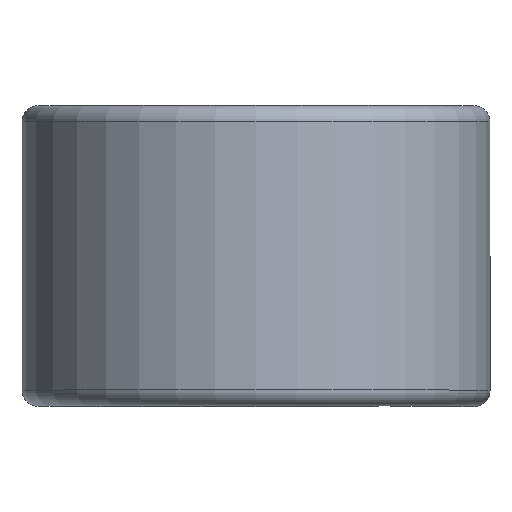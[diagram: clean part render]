
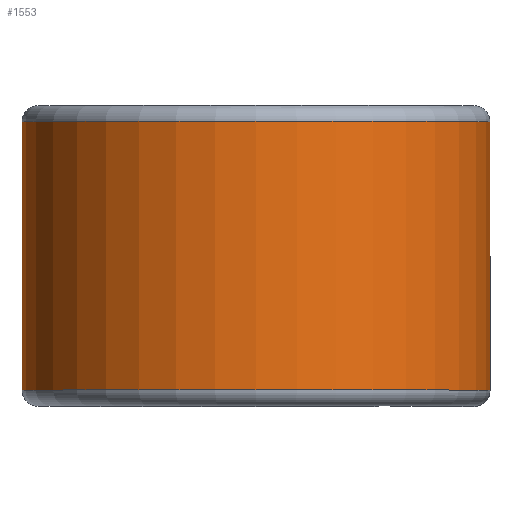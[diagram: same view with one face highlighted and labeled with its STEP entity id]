
A CAD part, top view. The second image highlights one B-rep face of the part: STEP entity #1553.
In plain terms, the highlighted cylindrical face has radius 11.125 mm (diameter 22.25 mm), a partial arc.
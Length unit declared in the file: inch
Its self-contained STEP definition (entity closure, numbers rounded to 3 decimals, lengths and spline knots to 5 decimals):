
#20 = DIRECTION ( 'NONE',  ( 0., 0., -1. ) ) ;
#112 = CARTESIAN_POINT ( 'NONE',  ( 0., 0.25, 0. ) ) ;
#122 = ORIENTED_EDGE ( 'NONE', *, *, #2149, .F. ) ;
#164 = ORIENTED_EDGE ( 'NONE', *, *, #2104, .T. ) ;
#189 = DIRECTION ( 'NONE',  ( 0., -1., 0. ) ) ;
#201 = EDGE_CURVE ( 'NONE', #1115, #1478, #2330, .T. ) ;
#303 = ORIENTED_EDGE ( 'NONE', *, *, #1901, .T. ) ;
#554 = DIRECTION ( 'NONE',  ( 0., -1., 0. ) ) ;
#764 = CARTESIAN_POINT ( 'NONE',  ( 0., 0.25125, -0.438 ) ) ;
#844 = CARTESIAN_POINT ( 'NONE',  ( 0.438, 0.25125, 0. ) ) ;
#860 = VECTOR ( 'NONE', #1496, 39.37008 ) ;
#875 = DIRECTION ( 'NONE',  ( 0., 0., -1. ) ) ;
#893 = DIRECTION ( 'NONE',  ( 0., 0., -1. ) ) ;
#937 = CARTESIAN_POINT ( 'NONE',  ( 0., 0.25125, 0. ) ) ;
#955 = CARTESIAN_POINT ( 'NONE',  ( 0., -0.25125, -0.438 ) ) ;
#1043 = CIRCLE ( 'NONE', #1811, 0.438 ) ;
#1067 = DIRECTION ( 'NONE',  ( 0., -1., 0. ) ) ;
#1113 = CARTESIAN_POINT ( 'NONE',  ( 0., -0.25125, 0. ) ) ;
#1115 = VERTEX_POINT ( 'NONE', #955 ) ;
#1196 = FACE_OUTER_BOUND ( 'NONE', #2049, .T. ) ;
#1213 = CIRCLE ( 'NONE', #1482, 0.438 ) ;
#1266 = CARTESIAN_POINT ( 'NONE',  ( 0., 0.25125, -0.438 ) ) ;
#1478 = VERTEX_POINT ( 'NONE', #764 ) ;
#1482 = AXIS2_PLACEMENT_3D ( 'NONE', #1113, #189, #20 ) ;
#1496 = DIRECTION ( 'NONE',  ( 0., 1., 0. ) ) ;
#1520 = AXIS2_PLACEMENT_3D ( 'NONE', #112, #1067, #875 ) ;
#1531 = LINE ( 'NONE', #844, #2322 ) ;
#1553 = ADVANCED_FACE ( 'NONE', ( #1196 ), #1917, .T. ) ;
#1738 = ORIENTED_EDGE ( 'NONE', *, *, #201, .F. ) ;
#1787 = DIRECTION ( 'NONE',  ( 0., 1., 0. ) ) ;
#1811 = AXIS2_PLACEMENT_3D ( 'NONE', #937, #554, #893 ) ;
#1901 = EDGE_CURVE ( 'NONE', #1979, #2059, #1531, .T. ) ;
#1917 = CYLINDRICAL_SURFACE ( 'NONE', #1520, 0.438 ) ;
#1979 = VERTEX_POINT ( 'NONE', #2283 ) ;
#2049 = EDGE_LOOP ( 'NONE', ( #303, #164, #1738, #122 ) ) ;
#2059 = VERTEX_POINT ( 'NONE', #2092 ) ;
#2092 = CARTESIAN_POINT ( 'NONE',  ( 0.438, 0.25125, 0. ) ) ;
#2104 = EDGE_CURVE ( 'NONE', #2059, #1478, #1043, .T. ) ;
#2149 = EDGE_CURVE ( 'NONE', #1979, #1115, #1213, .T. ) ;
#2283 = CARTESIAN_POINT ( 'NONE',  ( 0.438, -0.25125, 0. ) ) ;
#2322 = VECTOR ( 'NONE', #1787, 39.37008 ) ;
#2330 = LINE ( 'NONE', #1266, #860 ) ;
